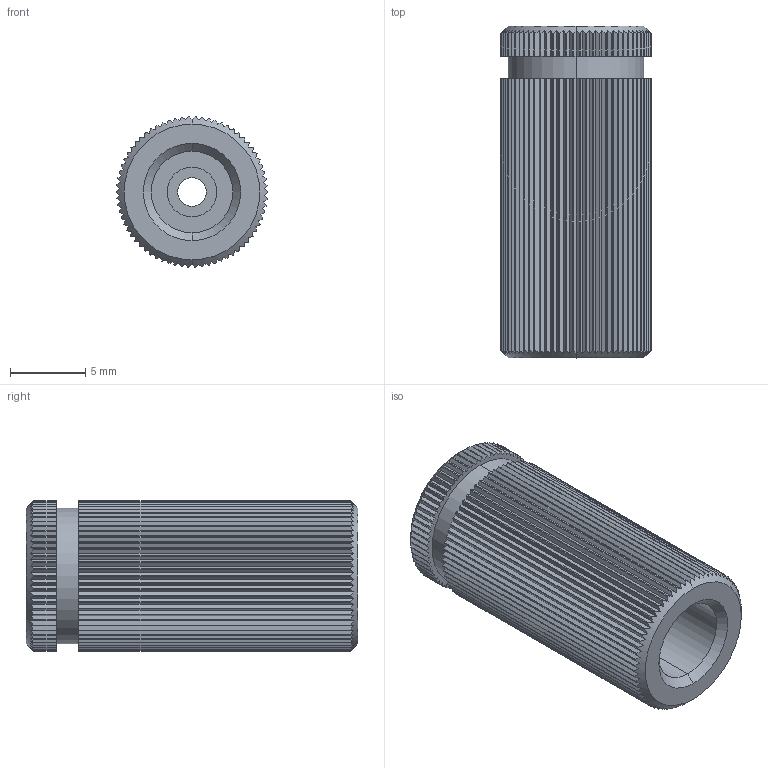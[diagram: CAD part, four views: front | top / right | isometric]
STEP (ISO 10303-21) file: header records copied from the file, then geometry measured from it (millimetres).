
FILE_DESCRIPTION (( 'STEP AP214' ), '1' );
FILE_NAME ('12120 Outer - 2 x 1-4 28 UNF Check Valve.STEP', '2017-06-26T15:58:19', ( '' ), ( '' ), 'SwSTEP 2.0', 'SolidWorks 2016', '' );
FILE_SCHEMA (( 'AUTOMOTIVE_DESIGN' ));
Length unit declared in the file: millimetre
Products named in the file (1): 12120 Outer - 2 x 1-4 28 UNF Check Valve
Bounding box: 10 x 22 x 9.99 mm (x, y, z)
Volume: 1277.9 mm3; surface area: 1356.6 mm2
Topology: 1 solids, 1 shells, 457 faces, 1334 edges, 884 vertices
Faces by surface type: plane 287, cylinder 156, cone 14
Entity records: 15422 total; most frequent: CARTESIAN_POINT 3528, ORIENTED_EDGE 2668, DIRECTION 2286, EDGE_CURVE 1334, VERTEX_POINT 884, AXIS2_PLACEMENT_3D 778, LINE 730, VECTOR 730
